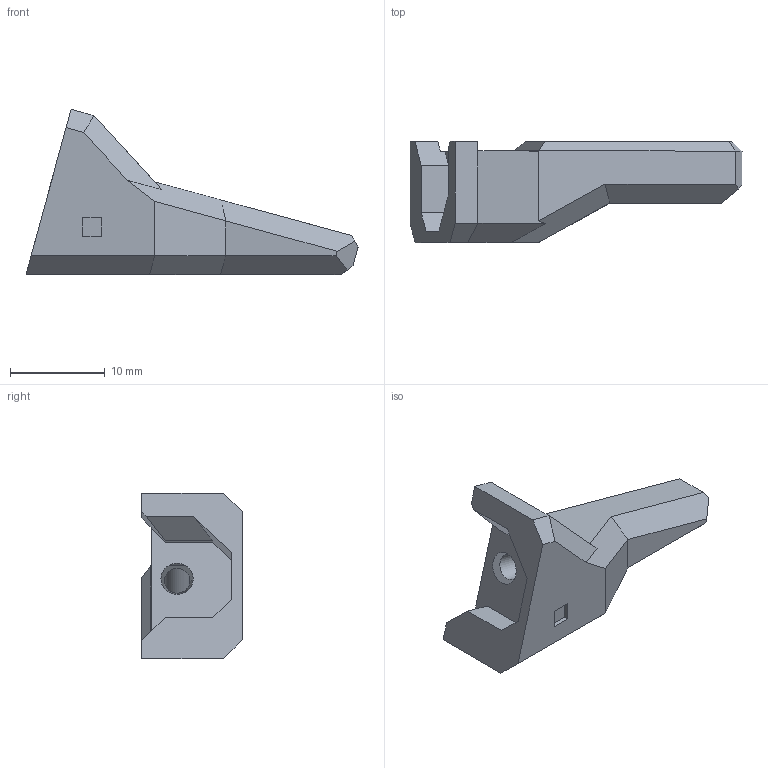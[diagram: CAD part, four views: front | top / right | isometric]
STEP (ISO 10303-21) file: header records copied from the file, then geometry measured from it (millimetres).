
FILE_DESCRIPTION(/* description */ (''),/* implementation_level */ '2;1');
FILE_NAME(/* name */ 'tc-parking-tool-finger-guide_R.stp',/* time_stamp */ '2024-01-26T11:10:13+01:00',/* author */ ('Mikuláček'),/* organization */ (''),/* preprocessor_version */ 'ST-DEVELOPER v19.2',/* originating_system */ 'Autodesk Inventor 2023',/* authorisation */ '');
FILE_SCHEMA (('AUTOMOTIVE_DESIGN { 1 0 10303 214 3 1 1 }'));
Length unit declared in the file: millimetre
Products named in the file (1): tc-parking-tool-finger-guide
Bounding box: 35 x 10.64 x 17.41 mm (x, y, z)
Volume: 2230 mm3; surface area: 1441.6 mm2
Topology: 1 solids, 1 shells, 49 faces, 123 edges, 78 vertices
Faces by surface type: plane 47, cone 1, cylinder 1
Full cylindrical faces by diameter (mm): 2.7 x1
Entity records: 1467 total; most frequent: CARTESIAN_POINT 251, ORIENTED_EDGE 246, DIRECTION 226, EDGE_CURVE 123, LINE 120, VECTOR 120, VERTEX_POINT 78, AXIS2_PLACEMENT_3D 53
